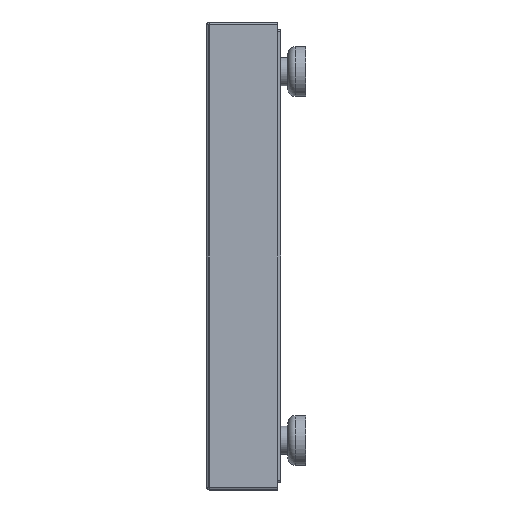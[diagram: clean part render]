
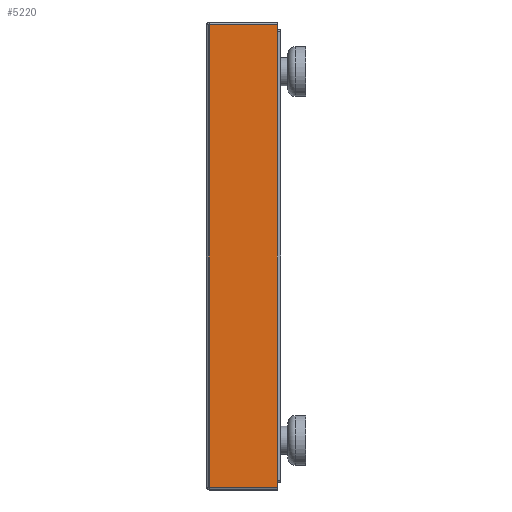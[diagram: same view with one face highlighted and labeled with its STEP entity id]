
A CAD part, left-side view. The second image highlights one B-rep face of the part: STEP entity #5220.
In plain terms, the highlighted planar face has unit normal (-1, 0, 0).
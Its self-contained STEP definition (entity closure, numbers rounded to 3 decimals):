
#275 = FACE_OUTER_BOUND ( 'NONE', #1958, .T. ) ;
#276 = CARTESIAN_POINT ( 'NONE',  ( -225., -50., -163. ) ) ;
#321 = DIRECTION ( 'NONE',  ( 0., 0., 1. ) ) ;
#367 = PLANE ( 'NONE',  #764 ) ;
#635 = CARTESIAN_POINT ( 'NONE',  ( -225., -50., 163. ) ) ;
#747 = LINE ( 'NONE', #6255, #6355 ) ;
#764 = AXIS2_PLACEMENT_3D ( 'NONE', #7890, #7807, #321 ) ;
#873 = DIRECTION ( 'NONE',  ( 0., 1., 0. ) ) ;
#960 = ORIENTED_EDGE ( 'NONE', *, *, #1916, .F. ) ;
#1841 = VECTOR ( 'NONE', #873, 1000. ) ;
#1916 = EDGE_CURVE ( 'NONE', #3009, #6422, #3131, .T. ) ;
#1958 = EDGE_LOOP ( 'NONE', ( #6225, #5932, #960, #8664 ) ) ;
#2416 = DIRECTION ( 'NONE',  ( 0., 1., 0. ) ) ;
#2455 = CARTESIAN_POINT ( 'NONE',  ( -225., -2., 163. ) ) ;
#2596 = EDGE_CURVE ( 'NONE', #7738, #7563, #7657, .T. ) ;
#2942 = CARTESIAN_POINT ( 'NONE',  ( -225., -2., 163. ) ) ;
#3001 = CARTESIAN_POINT ( 'NONE',  ( -225., -2., -163. ) ) ;
#3009 = VERTEX_POINT ( 'NONE', #276 ) ;
#3131 = LINE ( 'NONE', #5867, #3165 ) ;
#3165 = VECTOR ( 'NONE', #2416, 1000. ) ;
#3513 = EDGE_CURVE ( 'NONE', #7563, #6422, #7961, .T. ) ;
#4285 = CARTESIAN_POINT ( 'NONE',  ( -225., -50., 163. ) ) ;
#5220 = ADVANCED_FACE ( 'NONE', ( #275 ), #367, .T. ) ;
#5580 = EDGE_CURVE ( 'NONE', #3009, #7738, #747, .T. ) ;
#5867 = CARTESIAN_POINT ( 'NONE',  ( -225., -50., -163. ) ) ;
#5899 = DIRECTION ( 'NONE',  ( 0., 0., -1. ) ) ;
#5932 = ORIENTED_EDGE ( 'NONE', *, *, #3513, .T. ) ;
#6225 = ORIENTED_EDGE ( 'NONE', *, *, #2596, .T. ) ;
#6255 = CARTESIAN_POINT ( 'NONE',  ( -225., -50., 163. ) ) ;
#6355 = VECTOR ( 'NONE', #8820, 1000. ) ;
#6422 = VERTEX_POINT ( 'NONE', #3001 ) ;
#7563 = VERTEX_POINT ( 'NONE', #2942 ) ;
#7657 = LINE ( 'NONE', #4285, #1841 ) ;
#7738 = VERTEX_POINT ( 'NONE', #635 ) ;
#7807 = DIRECTION ( 'NONE',  ( -1., 0., 0. ) ) ;
#7872 = VECTOR ( 'NONE', #5899, 1000. ) ;
#7890 = CARTESIAN_POINT ( 'NONE',  ( -225., -50., 163. ) ) ;
#7961 = LINE ( 'NONE', #2455, #7872 ) ;
#8664 = ORIENTED_EDGE ( 'NONE', *, *, #5580, .T. ) ;
#8820 = DIRECTION ( 'NONE',  ( 0., 0., 1. ) ) ;
